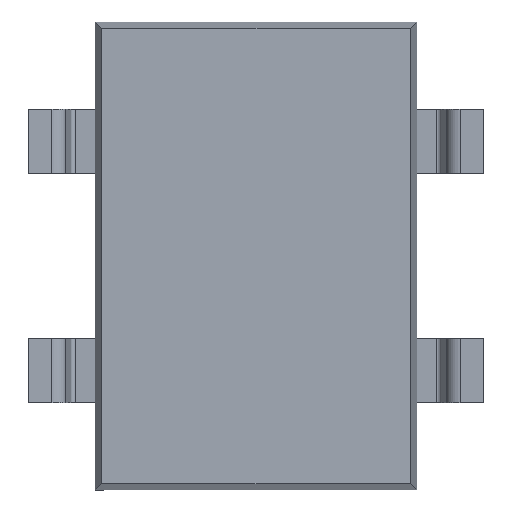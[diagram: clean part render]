
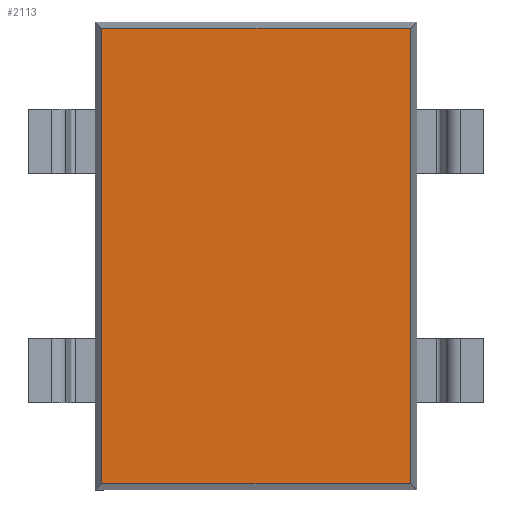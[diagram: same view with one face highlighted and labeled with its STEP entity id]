
A CAD part, front view. The second image highlights one B-rep face of the part: STEP entity #2113.
In plain terms, the highlighted planar face has unit normal (0, -1, 0).
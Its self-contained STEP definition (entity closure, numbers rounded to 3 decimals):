
#17 = VECTOR ( 'NONE', #2045, 1000. ) ;
#65 = EDGE_LOOP ( 'NONE', ( #1710, #2301, #916, #1121 ) ) ;
#106 = DIRECTION ( 'NONE',  ( 1., 0., 0. ) ) ;
#370 = CARTESIAN_POINT ( 'NONE',  ( -3.359, 0.15, 4.959 ) ) ;
#436 = EDGE_CURVE ( 'NONE', #1173, #1217, #1113, .T. ) ;
#539 = CARTESIAN_POINT ( 'NONE',  ( -3.359, 0.15, 5.1 ) ) ;
#676 = DIRECTION ( 'NONE',  ( 0., -1., 0. ) ) ;
#753 = DIRECTION ( 'NONE',  ( -1., 0., 0. ) ) ;
#787 = LINE ( 'NONE', #539, #1398 ) ;
#806 = EDGE_CURVE ( 'NONE', #1806, #2210, #787, .T. ) ;
#858 = PLANE ( 'NONE',  #1768 ) ;
#916 = ORIENTED_EDGE ( 'NONE', *, *, #806, .T. ) ;
#1000 = CARTESIAN_POINT ( 'NONE',  ( 0., 0.15, 0. ) ) ;
#1093 = CARTESIAN_POINT ( 'NONE',  ( 3.5, 0.15, 4.959 ) ) ;
#1113 = LINE ( 'NONE', #1155, #17 ) ;
#1121 = ORIENTED_EDGE ( 'NONE', *, *, #1663, .T. ) ;
#1155 = CARTESIAN_POINT ( 'NONE',  ( 3.359, 0.15, -5.1 ) ) ;
#1173 = VERTEX_POINT ( 'NONE', #2150 ) ;
#1217 = VERTEX_POINT ( 'NONE', #2311 ) ;
#1325 = EDGE_CURVE ( 'NONE', #1217, #1806, #1335, .T. ) ;
#1335 = LINE ( 'NONE', #1093, #1447 ) ;
#1364 = LINE ( 'NONE', #1895, #2144 ) ;
#1376 = DIRECTION ( 'NONE',  ( 1., 0., 0. ) ) ;
#1398 = VECTOR ( 'NONE', #1608, 1000. ) ;
#1447 = VECTOR ( 'NONE', #753, 1000. ) ;
#1608 = DIRECTION ( 'NONE',  ( 0., 0., -1. ) ) ;
#1663 = EDGE_CURVE ( 'NONE', #2210, #1173, #1364, .T. ) ;
#1710 = ORIENTED_EDGE ( 'NONE', *, *, #436, .T. ) ;
#1768 = AXIS2_PLACEMENT_3D ( 'NONE', #1000, #676, #1376 ) ;
#1806 = VERTEX_POINT ( 'NONE', #370 ) ;
#1895 = CARTESIAN_POINT ( 'NONE',  ( -3.5, 0.15, -4.959 ) ) ;
#2045 = DIRECTION ( 'NONE',  ( 0., 0., 1. ) ) ;
#2113 = ADVANCED_FACE ( 'NONE', ( #2118 ), #858, .T. ) ;
#2118 = FACE_OUTER_BOUND ( 'NONE', #65, .T. ) ;
#2144 = VECTOR ( 'NONE', #106, 1000. ) ;
#2150 = CARTESIAN_POINT ( 'NONE',  ( 3.359, 0.15, -4.959 ) ) ;
#2210 = VERTEX_POINT ( 'NONE', #2223 ) ;
#2223 = CARTESIAN_POINT ( 'NONE',  ( -3.359, 0.15, -4.959 ) ) ;
#2301 = ORIENTED_EDGE ( 'NONE', *, *, #1325, .T. ) ;
#2311 = CARTESIAN_POINT ( 'NONE',  ( 3.359, 0.15, 4.959 ) ) ;
